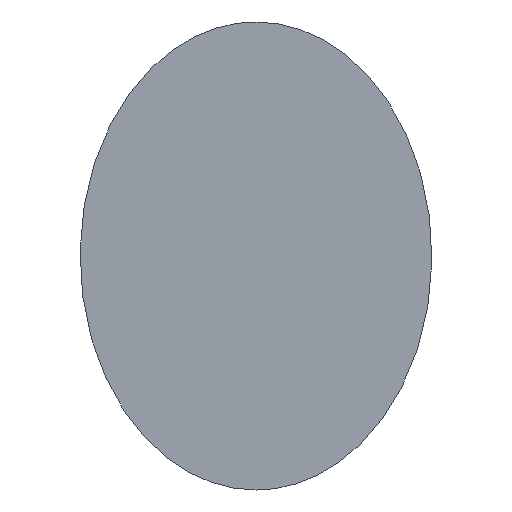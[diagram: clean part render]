
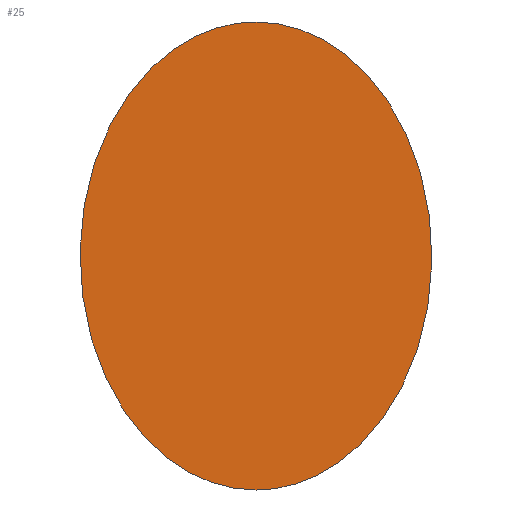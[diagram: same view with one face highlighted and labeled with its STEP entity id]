
A CAD part, front view. The second image highlights one B-rep face of the part: STEP entity #25.
In plain terms, the highlighted planar face has unit normal (0, -1, 0).
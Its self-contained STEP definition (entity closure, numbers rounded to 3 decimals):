
#14 = AXIS2_PLACEMENT_3D ( 'NONE', #43, #122, #164 ) ;
#17 = CARTESIAN_POINT ( 'NONE',  ( 0., 0., 150. ) ) ;
#20 = CARTESIAN_POINT ( 'NONE',  ( 0., 0., -150. ) ) ;
#25 = ADVANCED_FACE ( 'NONE', ( #58 ), #95, .F. ) ;
#30 = EDGE_CURVE ( 'NONE', #70, #80, #152, .T. ) ;
#43 = CARTESIAN_POINT ( 'NONE',  ( 0., 0., 0. ) ) ;
#44 = CARTESIAN_POINT ( 'NONE',  ( -225.6, 0., -150. ) ) ;
#58 = FACE_OUTER_BOUND ( 'NONE', #154, .T. ) ;
#60 = ORIENTED_EDGE ( 'NONE', *, *, #94, .F. ) ;
#61 =( BOUNDED_CURVE ( )  B_SPLINE_CURVE ( 3, ( #168, #97, #180, #176 ),
 .UNSPECIFIED., .F., .T. ) 
 B_SPLINE_CURVE_WITH_KNOTS ( ( 4, 4 ),
 ( 3.142, 6.283 ),
 .UNSPECIFIED. ) 
 CURVE ( )  GEOMETRIC_REPRESENTATION_ITEM ( )  RATIONAL_B_SPLINE_CURVE ( ( 1., 0.333, 0.333, 1. ) ) 
 REPRESENTATION_ITEM ( '' )  );
#70 = VERTEX_POINT ( 'NONE', #20 ) ;
#80 = VERTEX_POINT ( 'NONE', #175 ) ;
#94 = EDGE_CURVE ( 'NONE', #80, #70, #61, .T. ) ;
#95 = PLANE ( 'NONE',  #14 ) ;
#97 = CARTESIAN_POINT ( 'NONE',  ( 225.6, 0., 150. ) ) ;
#99 = CARTESIAN_POINT ( 'NONE',  ( -225.6, 0., 150. ) ) ;
#106 = ORIENTED_EDGE ( 'NONE', *, *, #30, .F. ) ;
#122 = DIRECTION ( 'NONE',  ( 0., 1., 0. ) ) ;
#152 =( BOUNDED_CURVE ( )  B_SPLINE_CURVE ( 3, ( #169, #44, #99, #17 ),
 .UNSPECIFIED., .F., .F. ) 
 B_SPLINE_CURVE_WITH_KNOTS ( ( 4, 4 ),
 ( 0., 3.142 ),
 .UNSPECIFIED. ) 
 CURVE ( )  GEOMETRIC_REPRESENTATION_ITEM ( )  RATIONAL_B_SPLINE_CURVE ( ( 1., 0.333, 0.333, 1. ) ) 
 REPRESENTATION_ITEM ( '' )  );
#154 = EDGE_LOOP ( 'NONE', ( #106, #60 ) ) ;
#164 = DIRECTION ( 'NONE',  ( 0., 0., 1. ) ) ;
#168 = CARTESIAN_POINT ( 'NONE',  ( 0., 0., 150. ) ) ;
#169 = CARTESIAN_POINT ( 'NONE',  ( 0., 0., -150. ) ) ;
#175 = CARTESIAN_POINT ( 'NONE',  ( 0., 0., 150. ) ) ;
#176 = CARTESIAN_POINT ( 'NONE',  ( 0., 0., -150. ) ) ;
#180 = CARTESIAN_POINT ( 'NONE',  ( 225.6, 0., -150. ) ) ;
